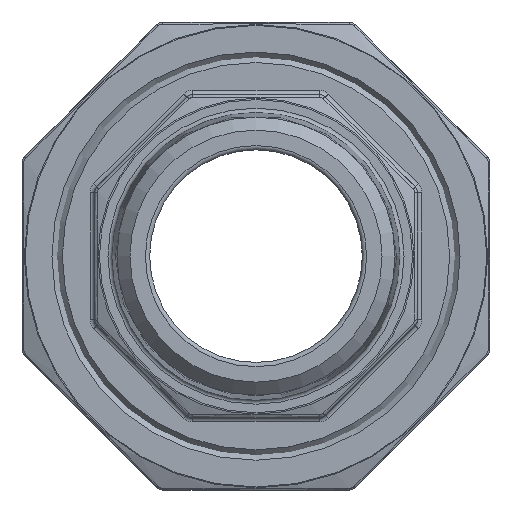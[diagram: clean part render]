
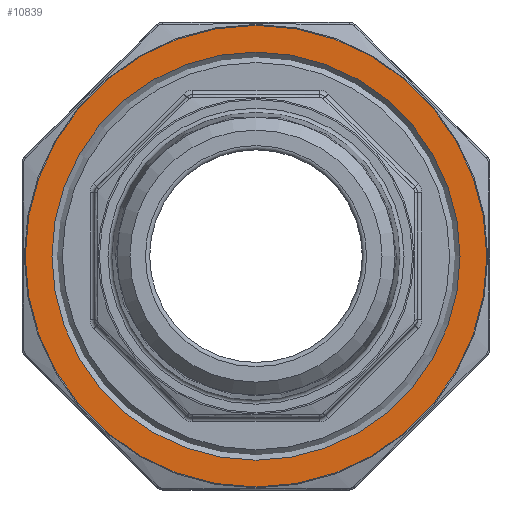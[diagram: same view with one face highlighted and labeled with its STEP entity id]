
A CAD part, left-side view. The second image highlights one B-rep face of the part: STEP entity #10839.
In plain terms, the highlighted planar face has unit normal (-1, 0, 0).
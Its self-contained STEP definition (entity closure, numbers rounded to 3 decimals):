
#241 = VERTEX_POINT ( 'NONE', #9322 ) ;
#602 = ORIENTED_EDGE ( 'NONE', *, *, #19620, .T. ) ;
#1096 = DIRECTION ( 'NONE',  ( 1., 0., 0. ) ) ;
#1226 = FACE_OUTER_BOUND ( 'NONE', #9935, .T. ) ;
#2416 = CIRCLE ( 'NONE', #18025, 27.147 ) ;
#2421 = DIRECTION ( 'NONE',  ( 0., 0., 1. ) ) ;
#3087 = DIRECTION ( 'NONE',  ( 0., 0., 1. ) ) ;
#3150 = EDGE_LOOP ( 'NONE', ( #8902 ) ) ;
#4389 = CARTESIAN_POINT ( 'NONE',  ( -11.5, 0., 0. ) ) ;
#6130 = CARTESIAN_POINT ( 'NONE',  ( -11.5, 0., -24. ) ) ;
#6266 = DIRECTION ( 'NONE',  ( -1., 0., 0. ) ) ;
#8902 = ORIENTED_EDGE ( 'NONE', *, *, #13998, .T. ) ;
#9322 = CARTESIAN_POINT ( 'NONE',  ( -11.5, 0., 27.147 ) ) ;
#9935 = EDGE_LOOP ( 'NONE', ( #602 ) ) ;
#10098 = DIRECTION ( 'NONE',  ( -1., 0., 0. ) ) ;
#10455 = DIRECTION ( 'NONE',  ( 0., 0., -1. ) ) ;
#10839 = ADVANCED_FACE ( 'NONE', ( #1226, #14607 ), #19084, .T. ) ;
#12046 = CARTESIAN_POINT ( 'NONE',  ( -11.5, 0., 0. ) ) ;
#12471 = AXIS2_PLACEMENT_3D ( 'NONE', #17778, #10098, #2421 ) ;
#13403 = AXIS2_PLACEMENT_3D ( 'NONE', #12046, #1096, #10455 ) ;
#13998 = EDGE_CURVE ( 'NONE', #14953, #14953, #14369, .T. ) ;
#14369 = CIRCLE ( 'NONE', #13403, 24. ) ;
#14607 = FACE_BOUND ( 'NONE', #3150, .T. ) ;
#14953 = VERTEX_POINT ( 'NONE', #6130 ) ;
#17778 = CARTESIAN_POINT ( 'NONE',  ( -11.5, 37.92, 0. ) ) ;
#18025 = AXIS2_PLACEMENT_3D ( 'NONE', #4389, #6266, #3087 ) ;
#19084 = PLANE ( 'NONE',  #12471 ) ;
#19620 = EDGE_CURVE ( 'NONE', #241, #241, #2416, .T. ) ;
